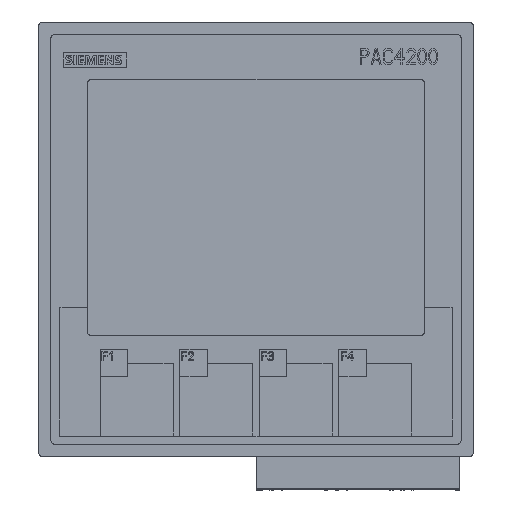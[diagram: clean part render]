
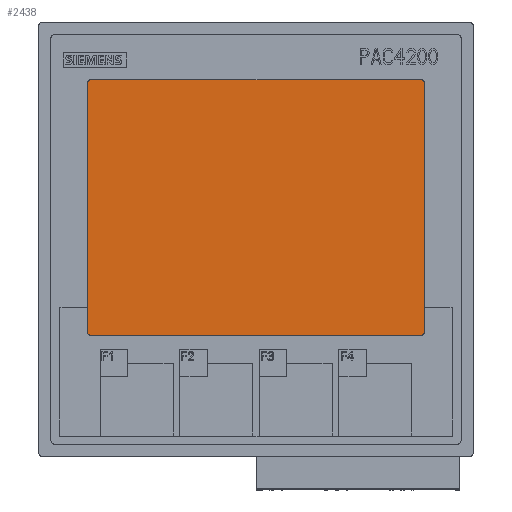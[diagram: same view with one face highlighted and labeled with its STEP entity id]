
A CAD part, top view. The second image highlights one B-rep face of the part: STEP entity #2438.
In plain terms, the highlighted planar face has unit normal (0, 0, 1).
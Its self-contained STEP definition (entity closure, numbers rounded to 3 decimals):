
#2438=ADVANCED_FACE('',(#6738),#6739,.T.);
#6738=FACE_OUTER_BOUND('',#13082,.T.);
#6739=PLANE('',#13083);
#13082=EDGE_LOOP('',(#21391,#21392,#21393,#21394,#21395,#21396,#21397,#21398,#21399,#21400,#21401,#21402));
#13083=AXIS2_PLACEMENT_3D('',#21403,#21404,#21405);
#21391=ORIENTED_EDGE('',*,*,#39314,.T.);
#21392=ORIENTED_EDGE('',*,*,#38281,.T.);
#21393=ORIENTED_EDGE('',*,*,#39318,.T.);
#21394=ORIENTED_EDGE('',*,*,#39320,.T.);
#21395=ORIENTED_EDGE('',*,*,#38276,.T.);
#21396=ORIENTED_EDGE('',*,*,#39326,.T.);
#21397=ORIENTED_EDGE('',*,*,#39328,.T.);
#21398=ORIENTED_EDGE('',*,*,#38270,.T.);
#21399=ORIENTED_EDGE('',*,*,#39334,.T.);
#21400=ORIENTED_EDGE('',*,*,#39336,.T.);
#21401=ORIENTED_EDGE('',*,*,#38265,.T.);
#21402=ORIENTED_EDGE('',*,*,#39339,.T.);
#21403=CARTESIAN_POINT('',(84.179,89.421,82.32));
#21404=DIRECTION('',(0.0,0.0,1.0));
#21405=DIRECTION('',(0.0,-1.0,0.0));
#38265=EDGE_CURVE('',#45609,#45610,#45611,.T.);
#38270=EDGE_CURVE('',#45618,#45619,#45620,.T.);
#38276=EDGE_CURVE('',#45629,#45630,#45631,.T.);
#38281=EDGE_CURVE('',#45638,#45639,#45640,.T.);
#39314=EDGE_CURVE('',#47564,#45638,#47565,.T.);
#39318=EDGE_CURVE('',#45639,#47568,#47570,.T.);
#39320=EDGE_CURVE('',#47568,#45629,#47572,.T.);
#39326=EDGE_CURVE('',#45630,#47579,#47581,.T.);
#39328=EDGE_CURVE('',#47579,#45618,#47583,.T.);
#39334=EDGE_CURVE('',#45619,#47590,#47592,.T.);
#39336=EDGE_CURVE('',#47590,#45609,#47594,.T.);
#39339=EDGE_CURVE('',#45610,#47564,#47597,.T.);
#45609=VERTEX_POINT('',#56558);
#45610=VERTEX_POINT('',#56559);
#45611=(B_SPLINE_CURVE(3,(#56561,#56562,#56563,#56564),.UNSPECIFIED.,.F.,.F.)B_SPLINE_CURVE_WITH_KNOTS((4,4),(0.0,1.0),.UNSPECIFIED.)RATIONAL_B_SPLINE_CURVE((1.0,0.949,0.949,1.0))BOUNDED_CURVE()REPRESENTATION_ITEM('')GEOMETRIC_REPRESENTATION_ITEM()CURVE());
#45618=VERTEX_POINT('',#56589);
#45619=VERTEX_POINT('',#56590);
#45620=(B_SPLINE_CURVE(3,(#56592,#56593,#56594,#56595),.UNSPECIFIED.,.F.,.F.)B_SPLINE_CURVE_WITH_KNOTS((4,4),(0.0,1.0),.UNSPECIFIED.)RATIONAL_B_SPLINE_CURVE((1.0,0.949,0.949,1.0))BOUNDED_CURVE()REPRESENTATION_ITEM('')GEOMETRIC_REPRESENTATION_ITEM()CURVE());
#45629=VERTEX_POINT('',#56632);
#45630=VERTEX_POINT('',#56633);
#45631=(B_SPLINE_CURVE(3,(#56635,#56636,#56637,#56638),.UNSPECIFIED.,.F.,.F.)B_SPLINE_CURVE_WITH_KNOTS((4,4),(0.0,1.0),.UNSPECIFIED.)RATIONAL_B_SPLINE_CURVE((1.0,0.949,0.949,1.0))BOUNDED_CURVE()REPRESENTATION_ITEM('')GEOMETRIC_REPRESENTATION_ITEM()CURVE());
#45638=VERTEX_POINT('',#56663);
#45639=VERTEX_POINT('',#56664);
#45640=(B_SPLINE_CURVE(3,(#56666,#56667,#56668,#56669),.UNSPECIFIED.,.F.,.F.)B_SPLINE_CURVE_WITH_KNOTS((4,4),(0.0,1.0),.UNSPECIFIED.)RATIONAL_B_SPLINE_CURVE((1.0,0.949,0.949,1.0))BOUNDED_CURVE()REPRESENTATION_ITEM('')GEOMETRIC_REPRESENTATION_ITEM()CURVE());
#47564=VERTEX_POINT('',#59726);
#47565=(B_SPLINE_CURVE(3,(#59728,#59729,#59730,#59731),.UNSPECIFIED.,.F.,.F.)B_SPLINE_CURVE_WITH_KNOTS((4,4),(0.0,1.0),.UNSPECIFIED.)RATIONAL_B_SPLINE_CURVE((1.0,0.949,0.949,1.0))BOUNDED_CURVE()REPRESENTATION_ITEM('')GEOMETRIC_REPRESENTATION_ITEM()CURVE());
#47568=VERTEX_POINT('',#59741);
#47570=LINE('',#59744,#59745);
#47572=(B_SPLINE_CURVE(3,(#59748,#59749,#59750,#59751),.UNSPECIFIED.,.F.,.F.)B_SPLINE_CURVE_WITH_KNOTS((4,4),(0.0,1.0),.UNSPECIFIED.)RATIONAL_B_SPLINE_CURVE((1.0,0.949,0.949,1.0))BOUNDED_CURVE()REPRESENTATION_ITEM('')GEOMETRIC_REPRESENTATION_ITEM()CURVE());
#47579=VERTEX_POINT('',#59767);
#47581=LINE('',#59770,#59771);
#47583=(B_SPLINE_CURVE(3,(#59774,#59775,#59776,#59777),.UNSPECIFIED.,.F.,.F.)B_SPLINE_CURVE_WITH_KNOTS((4,4),(0.0,1.0),.UNSPECIFIED.)RATIONAL_B_SPLINE_CURVE((1.0,0.949,0.949,1.0))BOUNDED_CURVE()REPRESENTATION_ITEM('')GEOMETRIC_REPRESENTATION_ITEM()CURVE());
#47590=VERTEX_POINT('',#59802);
#47592=LINE('',#59805,#59806);
#47594=(B_SPLINE_CURVE(3,(#59809,#59810,#59811,#59812),.UNSPECIFIED.,.F.,.F.)B_SPLINE_CURVE_WITH_KNOTS((4,4),(0.0,1.0),.UNSPECIFIED.)RATIONAL_B_SPLINE_CURVE((1.0,0.949,0.949,1.0))BOUNDED_CURVE()REPRESENTATION_ITEM('')GEOMETRIC_REPRESENTATION_ITEM()CURVE());
#47597=LINE('',#59831,#59832);
#56558=CARTESIAN_POINT('',(84.745,34.133,82.32));
#56559=CARTESIAN_POINT('',(84.979,34.698,82.32));
#56561=CARTESIAN_POINT('',(84.745,34.133,82.32));
#56562=CARTESIAN_POINT('',(84.897,34.285,82.32));
#56563=CARTESIAN_POINT('',(84.979,34.483,82.32));
#56564=CARTESIAN_POINT('',(84.979,34.698,82.32));
#56589=CARTESIAN_POINT('',(10.97,34.133,82.32));
#56590=CARTESIAN_POINT('',(11.536,33.898,82.32));
#56592=CARTESIAN_POINT('',(10.97,34.133,82.32));
#56593=CARTESIAN_POINT('',(11.122,33.981,82.32));
#56594=CARTESIAN_POINT('',(11.321,33.898,82.32));
#56595=CARTESIAN_POINT('',(11.536,33.898,82.32));
#56632=CARTESIAN_POINT('',(10.97,89.987,82.32));
#56633=CARTESIAN_POINT('',(10.736,89.422,82.32));
#56635=CARTESIAN_POINT('',(10.97,89.987,82.32));
#56636=CARTESIAN_POINT('',(10.818,89.835,82.32));
#56637=CARTESIAN_POINT('',(10.736,89.637,82.32));
#56638=CARTESIAN_POINT('',(10.736,89.422,82.32));
#56663=CARTESIAN_POINT('',(84.745,89.987,82.32));
#56664=CARTESIAN_POINT('',(84.179,90.222,82.32));
#56666=CARTESIAN_POINT('',(84.745,89.987,82.32));
#56667=CARTESIAN_POINT('',(84.593,90.139,82.32));
#56668=CARTESIAN_POINT('',(84.394,90.222,82.32));
#56669=CARTESIAN_POINT('',(84.179,90.222,82.32));
#59726=CARTESIAN_POINT('',(84.979,89.422,82.32));
#59728=CARTESIAN_POINT('',(84.979,89.422,82.32));
#59729=CARTESIAN_POINT('',(84.979,89.637,82.32));
#59730=CARTESIAN_POINT('',(84.897,89.835,82.32));
#59731=CARTESIAN_POINT('',(84.745,89.987,82.32));
#59741=CARTESIAN_POINT('',(11.536,90.222,82.32));
#59744=CARTESIAN_POINT('',(11.536,90.222,82.32));
#59745=VECTOR('',#74164,1.0);
#59748=CARTESIAN_POINT('',(11.536,90.222,82.32));
#59749=CARTESIAN_POINT('',(11.321,90.222,82.32));
#59750=CARTESIAN_POINT('',(11.122,90.139,82.32));
#59751=CARTESIAN_POINT('',(10.97,89.987,82.32));
#59767=CARTESIAN_POINT('',(10.736,34.698,82.32));
#59770=CARTESIAN_POINT('',(10.736,34.698,82.32));
#59771=VECTOR('',#74169,1.0);
#59774=CARTESIAN_POINT('',(10.736,34.698,82.32));
#59775=CARTESIAN_POINT('',(10.736,34.483,82.32));
#59776=CARTESIAN_POINT('',(10.818,34.285,82.32));
#59777=CARTESIAN_POINT('',(10.97,34.133,82.32));
#59802=CARTESIAN_POINT('',(84.179,33.898,82.32));
#59805=CARTESIAN_POINT('',(84.179,33.898,82.32));
#59806=VECTOR('',#74173,1.0);
#59809=CARTESIAN_POINT('',(84.179,33.898,82.32));
#59810=CARTESIAN_POINT('',(84.394,33.898,82.32));
#59811=CARTESIAN_POINT('',(84.593,33.981,82.32));
#59812=CARTESIAN_POINT('',(84.745,34.133,82.32));
#59831=CARTESIAN_POINT('',(84.979,89.422,82.32));
#59832=VECTOR('',#74174,1.0);
#74164=DIRECTION('',(-1.0,0.0,0.0));
#74169=DIRECTION('',(0.,-1.0,0.0));
#74173=DIRECTION('',(1.0,0.,0.0));
#74174=DIRECTION('',(0.,1.0,0.0));
